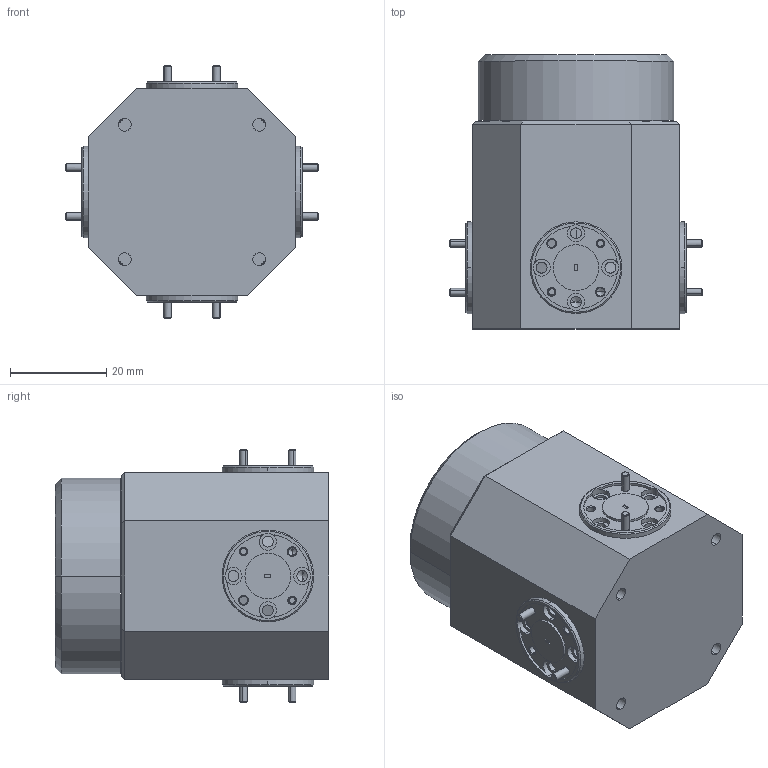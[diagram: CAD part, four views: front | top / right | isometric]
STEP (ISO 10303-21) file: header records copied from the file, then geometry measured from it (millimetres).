
FILE_DESCRIPTION (( 'STEP AP203' ), '1' );
FILE_NAME ('WJ-MG-A.STEP', '2023-08-11T22:09:37', ( '' ), ( '' ), 'SwSTEP 2.0', 'SolidWorks 2021', '' );
FILE_SCHEMA (( 'CONFIG_CONTROL_DESIGN' ));
Length unit declared in the file: inch
Products named in the file (1): WJ-MG-A
Bounding box: 52.45 x 56.92 x 52.45 mm (x, y, z)
Volume: 89642 mm3; surface area: 15564.1 mm2
Topology: 6 solids, 6 shells, 366 faces, 843 edges, 520 vertices
Faces by surface type: cylinder 183, cone 94, plane 89
Entity records: 10808 total; most frequent: CARTESIAN_POINT 2272, DIRECTION 1925, ORIENTED_EDGE 1638, EDGE_CURVE 819, AXIS2_PLACEMENT_3D 777, VERTEX_POINT 520, EDGE_LOOP 421, CIRCLE 410
